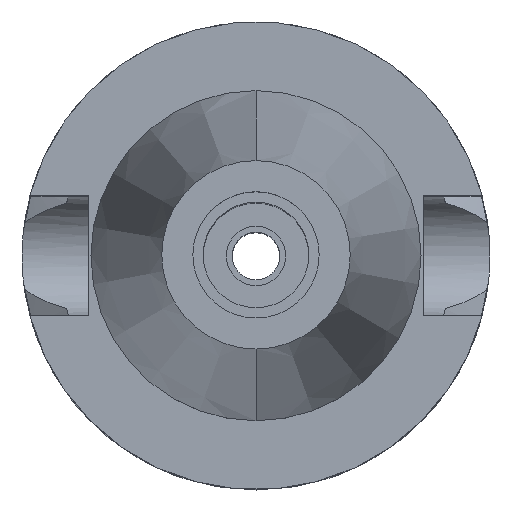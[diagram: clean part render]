
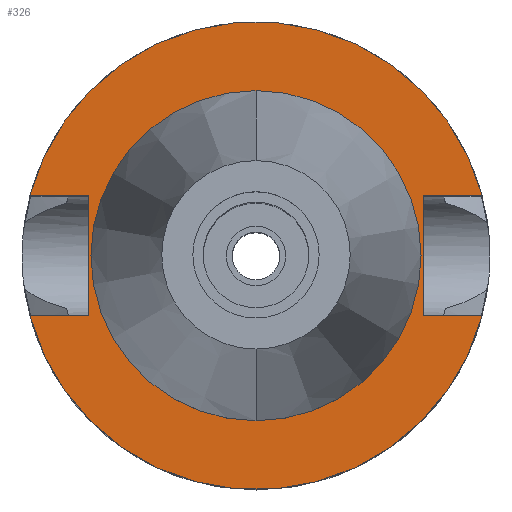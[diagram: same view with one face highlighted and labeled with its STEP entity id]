
A CAD part, top view. The second image highlights one B-rep face of the part: STEP entity #326.
In plain terms, the highlighted planar face has unit normal (0, 0, 1).
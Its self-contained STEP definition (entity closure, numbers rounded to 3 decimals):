
#13 = DIRECTION ( 'NONE',  ( 0., 0., -1. ) ) ;
#79 = EDGE_CURVE ( 'NONE', #484, #1215, #3547, .T. ) ;
#103 = CIRCLE ( 'NONE', #3117, 31.5 ) ;
#148 = VERTEX_POINT ( 'NONE', #3426 ) ;
#275 = CARTESIAN_POINT ( 'NONE',  ( 0., 0., -2. ) ) ;
#307 = CARTESIAN_POINT ( 'NONE',  ( 30.454, 8.05, -2. ) ) ;
#322 = VERTEX_POINT ( 'NONE', #1099 ) ;
#326 = ADVANCED_FACE ( 'NONE', ( #1026, #2234 ), #1663, .F. ) ;
#336 = ORIENTED_EDGE ( 'NONE', *, *, #3614, .F. ) ;
#382 = CARTESIAN_POINT ( 'NONE',  ( 0., 0., -2. ) ) ;
#426 = ORIENTED_EDGE ( 'NONE', *, *, #1847, .T. ) ;
#451 = ORIENTED_EDGE ( 'NONE', *, *, #1134, .F. ) ;
#457 = EDGE_CURVE ( 'NONE', #1215, #322, #487, .T. ) ;
#484 = VERTEX_POINT ( 'NONE', #2976 ) ;
#485 = ORIENTED_EDGE ( 'NONE', *, *, #79, .F. ) ;
#487 = LINE ( 'NONE', #2722, #2998 ) ;
#561 = AXIS2_PLACEMENT_3D ( 'NONE', #1610, #826, #1626 ) ;
#731 = LINE ( 'NONE', #3269, #1635 ) ;
#745 = EDGE_LOOP ( 'NONE', ( #2850, #2088 ) ) ;
#759 = LINE ( 'NONE', #1892, #1753 ) ;
#826 = DIRECTION ( 'NONE',  ( 0., 0., -1. ) ) ;
#848 = DIRECTION ( 'NONE',  ( -1., 0., 0. ) ) ;
#879 = CARTESIAN_POINT ( 'NONE',  ( 0., 0., -2. ) ) ;
#890 = DIRECTION ( 'NONE',  ( 0., 0., 1. ) ) ;
#905 = ORIENTED_EDGE ( 'NONE', *, *, #457, .F. ) ;
#937 = VECTOR ( 'NONE', #1006, 1000. ) ;
#972 = VECTOR ( 'NONE', #3276, 1000. ) ;
#990 = CARTESIAN_POINT ( 'NONE',  ( 22.5, 8.05, -2. ) ) ;
#996 = ORIENTED_EDGE ( 'NONE', *, *, #1301, .F. ) ;
#1006 = DIRECTION ( 'NONE',  ( 0., -1., 0. ) ) ;
#1026 = FACE_OUTER_BOUND ( 'NONE', #1168, .T. ) ;
#1099 = CARTESIAN_POINT ( 'NONE',  ( -30.454, 8.05, -2. ) ) ;
#1110 = LINE ( 'NONE', #1929, #1343 ) ;
#1134 = EDGE_CURVE ( 'NONE', #322, #1173, #1812, .T. ) ;
#1168 = EDGE_LOOP ( 'NONE', ( #1562, #2569, #996, #336, #426, #451, #905, #485 ) ) ;
#1173 = VERTEX_POINT ( 'NONE', #307 ) ;
#1179 = CARTESIAN_POINT ( 'NONE',  ( 0., 0., -2. ) ) ;
#1215 = VERTEX_POINT ( 'NONE', #2580 ) ;
#1267 = LINE ( 'NONE', #990, #937 ) ;
#1301 = EDGE_CURVE ( 'NONE', #3451, #148, #759, .T. ) ;
#1323 = VERTEX_POINT ( 'NONE', #3035 ) ;
#1343 = VECTOR ( 'NONE', #848, 1000. ) ;
#1390 = AXIS2_PLACEMENT_3D ( 'NONE', #1179, #1780, #3485 ) ;
#1396 = DIRECTION ( 'NONE',  ( 0., -1., 0. ) ) ;
#1400 = VERTEX_POINT ( 'NONE', #2189 ) ;
#1495 = VERTEX_POINT ( 'NONE', #3138 ) ;
#1560 = DIRECTION ( 'NONE',  ( 0., 0., -1. ) ) ;
#1562 = ORIENTED_EDGE ( 'NONE', *, *, #2916, .T. ) ;
#1610 = CARTESIAN_POINT ( 'NONE',  ( 0., 0., -2. ) ) ;
#1623 = EDGE_CURVE ( 'NONE', #2948, #1323, #2272, .T. ) ;
#1626 = DIRECTION ( 'NONE',  ( 0., -1., 0. ) ) ;
#1635 = VECTOR ( 'NONE', #1862, 1000. ) ;
#1663 = PLANE ( 'NONE',  #561 ) ;
#1728 = DIRECTION ( 'NONE',  ( 0., -1., 0. ) ) ;
#1753 = VECTOR ( 'NONE', #3287, 1000. ) ;
#1780 = DIRECTION ( 'NONE',  ( 0., 0., 1. ) ) ;
#1812 = CIRCLE ( 'NONE', #2757, 31.5 ) ;
#1847 = EDGE_CURVE ( 'NONE', #1495, #1173, #731, .T. ) ;
#1862 = DIRECTION ( 'NONE',  ( 1., 0., 0. ) ) ;
#1892 = CARTESIAN_POINT ( 'NONE',  ( 22.5, -8.05, -2. ) ) ;
#1929 = CARTESIAN_POINT ( 'NONE',  ( -22.5, -8.05, -2. ) ) ;
#1999 = EDGE_CURVE ( 'NONE', #148, #1400, #103, .T. ) ;
#2088 = ORIENTED_EDGE ( 'NONE', *, *, #3142, .F. ) ;
#2140 = CARTESIAN_POINT ( 'NONE',  ( -22.5, -8.05, -2. ) ) ;
#2189 = CARTESIAN_POINT ( 'NONE',  ( -30.454, -8.05, -2. ) ) ;
#2234 = FACE_BOUND ( 'NONE', #745, .T. ) ;
#2272 = CIRCLE ( 'NONE', #1390, 22.225 ) ;
#2569 = ORIENTED_EDGE ( 'NONE', *, *, #1999, .F. ) ;
#2580 = CARTESIAN_POINT ( 'NONE',  ( -22.5, 8.05, -2. ) ) ;
#2722 = CARTESIAN_POINT ( 'NONE',  ( -22.5, 8.05, -2. ) ) ;
#2757 = AXIS2_PLACEMENT_3D ( 'NONE', #879, #1560, #3274 ) ;
#2828 = CIRCLE ( 'NONE', #3192, 22.225 ) ;
#2850 = ORIENTED_EDGE ( 'NONE', *, *, #1623, .F. ) ;
#2916 = EDGE_CURVE ( 'NONE', #484, #1400, #1110, .T. ) ;
#2948 = VERTEX_POINT ( 'NONE', #3363 ) ;
#2976 = CARTESIAN_POINT ( 'NONE',  ( -22.5, -8.05, -2. ) ) ;
#2998 = VECTOR ( 'NONE', #3268, 1000. ) ;
#3035 = CARTESIAN_POINT ( 'NONE',  ( 0., -22.225, -2. ) ) ;
#3117 = AXIS2_PLACEMENT_3D ( 'NONE', #275, #13, #1396 ) ;
#3138 = CARTESIAN_POINT ( 'NONE',  ( 22.5, 8.05, -2. ) ) ;
#3142 = EDGE_CURVE ( 'NONE', #1323, #2948, #2828, .T. ) ;
#3182 = CARTESIAN_POINT ( 'NONE',  ( 22.5, -8.05, -2. ) ) ;
#3192 = AXIS2_PLACEMENT_3D ( 'NONE', #382, #890, #1728 ) ;
#3268 = DIRECTION ( 'NONE',  ( -1., 0., 0. ) ) ;
#3269 = CARTESIAN_POINT ( 'NONE',  ( 22.5, 8.05, -2. ) ) ;
#3274 = DIRECTION ( 'NONE',  ( 0., 1., 0. ) ) ;
#3276 = DIRECTION ( 'NONE',  ( 0., 1., 0. ) ) ;
#3287 = DIRECTION ( 'NONE',  ( 1., 0., 0. ) ) ;
#3363 = CARTESIAN_POINT ( 'NONE',  ( 0., 22.225, -2. ) ) ;
#3426 = CARTESIAN_POINT ( 'NONE',  ( 30.454, -8.05, -2. ) ) ;
#3451 = VERTEX_POINT ( 'NONE', #3182 ) ;
#3485 = DIRECTION ( 'NONE',  ( 0., 1., 0. ) ) ;
#3547 = LINE ( 'NONE', #2140, #972 ) ;
#3614 = EDGE_CURVE ( 'NONE', #1495, #3451, #1267, .T. ) ;
